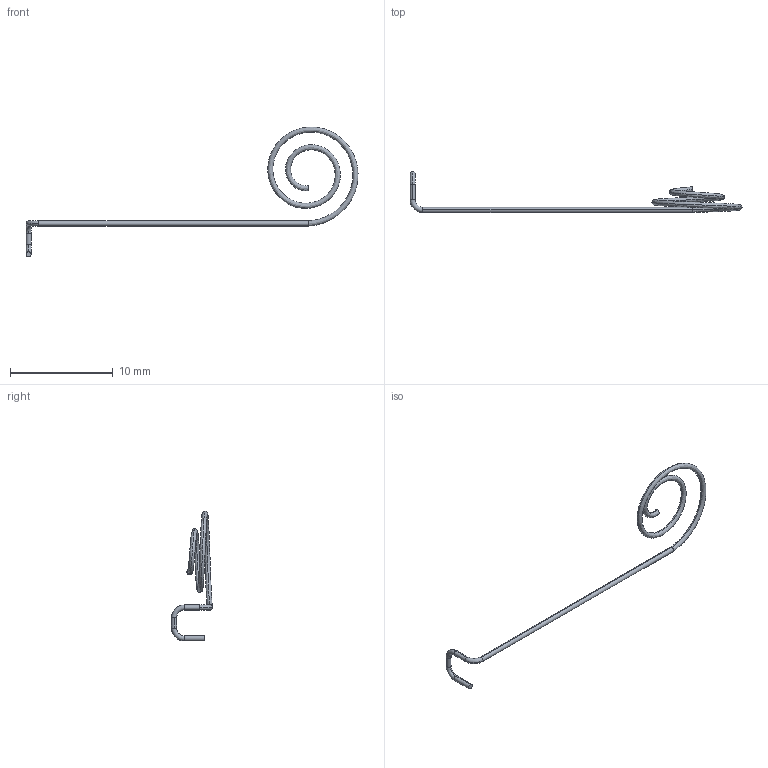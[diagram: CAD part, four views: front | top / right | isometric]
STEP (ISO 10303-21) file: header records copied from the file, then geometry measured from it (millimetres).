
FILE_DESCRIPTION (( 'STEP AP214' ), '1' );
FILE_NAME ('Up_Botom_Spring_v1.STEP', '2014-05-21T12:10:56', ( 'Master' ), ( '' ), 'SwSTEP 2.0', 'SolidWorks 2013', '' );
FILE_SCHEMA (( 'AUTOMOTIVE_DESIGN' ));
Length unit declared in the file: millimetre
Products named in the file (1): Up_Botom_Spring_v1
Bounding box: 32.32 x 4 x 12.64 mm (x, y, z)
Volume: 15 mm3; surface area: 120.8 mm2
Topology: 1 solids, 1 shells, 18 faces, 42 edges, 26 vertices
Faces by surface type: cylinder 8, torus 6, bspline 2, plane 2
Entity records: 1604 total; most frequent: CARTESIAN_POINT 1139, DIRECTION 106, ORIENTED_EDGE 84, AXIS2_PLACEMENT_3D 49, EDGE_CURVE 42, CIRCLE 32, VERTEX_POINT 26, EDGE_LOOP 18
